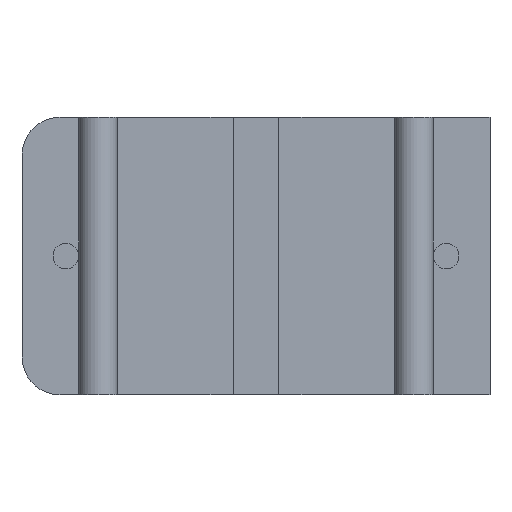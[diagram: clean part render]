
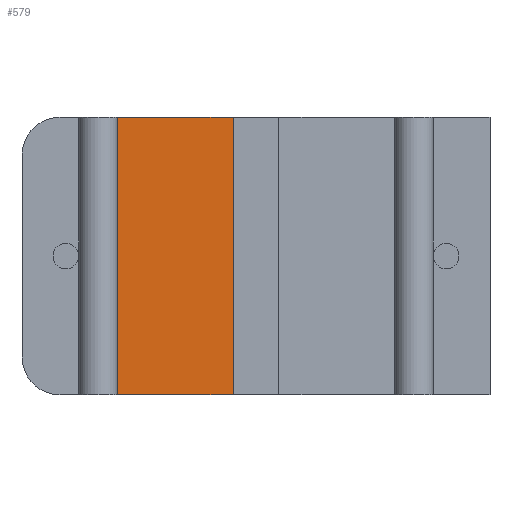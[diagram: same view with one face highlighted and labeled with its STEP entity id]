
A CAD part, front view. The second image highlights one B-rep face of the part: STEP entity #579.
In plain terms, the highlighted planar face has unit normal (0, -1, 0).
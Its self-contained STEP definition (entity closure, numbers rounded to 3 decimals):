
#176 = CARTESIAN_POINT ( 'NONE',  ( 2.505, 0., 7.3 ) ) ;
#265 = CARTESIAN_POINT ( 'NONE',  ( 5.55, 0., 0. ) ) ;
#311 = DIRECTION ( 'NONE',  ( 0., 1., 0. ) ) ;
#348 = CARTESIAN_POINT ( 'NONE',  ( 5.55, 0., 7.3 ) ) ;
#417 = ORIENTED_EDGE ( 'NONE', *, *, #2560, .F. ) ;
#446 = ORIENTED_EDGE ( 'NONE', *, *, #1395, .T. ) ;
#579 = ADVANCED_FACE ( 'NONE', ( #3094 ), #2028, .F. ) ;
#641 = VECTOR ( 'NONE', #2869, 1000. ) ;
#708 = LINE ( 'NONE', #348, #793 ) ;
#764 = DIRECTION ( 'NONE',  ( 0., 0., -1. ) ) ;
#793 = VECTOR ( 'NONE', #2322, 1000. ) ;
#836 = LINE ( 'NONE', #2465, #1950 ) ;
#1210 = EDGE_CURVE ( 'NONE', #1619, #1448, #1515, .T. ) ;
#1346 = EDGE_LOOP ( 'NONE', ( #2426, #2279, #417, #446 ) ) ;
#1395 = EDGE_CURVE ( 'NONE', #2341, #1619, #836, .T. ) ;
#1448 = VERTEX_POINT ( 'NONE', #265 ) ;
#1465 = CARTESIAN_POINT ( 'NONE',  ( 5.55, 0., 0. ) ) ;
#1471 = DIRECTION ( 'NONE',  ( -1., 0., 0. ) ) ;
#1515 = LINE ( 'NONE', #1465, #3140 ) ;
#1619 = VERTEX_POINT ( 'NONE', #1999 ) ;
#1749 = CARTESIAN_POINT ( 'NONE',  ( 5.55, 0., 7.3 ) ) ;
#1847 = VERTEX_POINT ( 'NONE', #2113 ) ;
#1950 = VECTOR ( 'NONE', #764, 1000. ) ;
#1976 = CARTESIAN_POINT ( 'NONE',  ( 5.55, 0., 7.3 ) ) ;
#1999 = CARTESIAN_POINT ( 'NONE',  ( 2.505, 0., 0. ) ) ;
#2028 = PLANE ( 'NONE',  #2792 ) ;
#2070 = LINE ( 'NONE', #1976, #641 ) ;
#2113 = CARTESIAN_POINT ( 'NONE',  ( 5.55, 0., 7.3 ) ) ;
#2279 = ORIENTED_EDGE ( 'NONE', *, *, #3613, .F. ) ;
#2298 = DIRECTION ( 'NONE',  ( 1., 0., 0. ) ) ;
#2322 = DIRECTION ( 'NONE',  ( 0., 0., -1. ) ) ;
#2341 = VERTEX_POINT ( 'NONE', #176 ) ;
#2426 = ORIENTED_EDGE ( 'NONE', *, *, #1210, .T. ) ;
#2465 = CARTESIAN_POINT ( 'NONE',  ( 2.505, 0., 7.3 ) ) ;
#2560 = EDGE_CURVE ( 'NONE', #2341, #1847, #2070, .T. ) ;
#2792 = AXIS2_PLACEMENT_3D ( 'NONE', #1749, #311, #1471 ) ;
#2869 = DIRECTION ( 'NONE',  ( 1., 0., 0. ) ) ;
#3094 = FACE_OUTER_BOUND ( 'NONE', #1346, .T. ) ;
#3140 = VECTOR ( 'NONE', #2298, 1000. ) ;
#3613 = EDGE_CURVE ( 'NONE', #1847, #1448, #708, .T. ) ;
